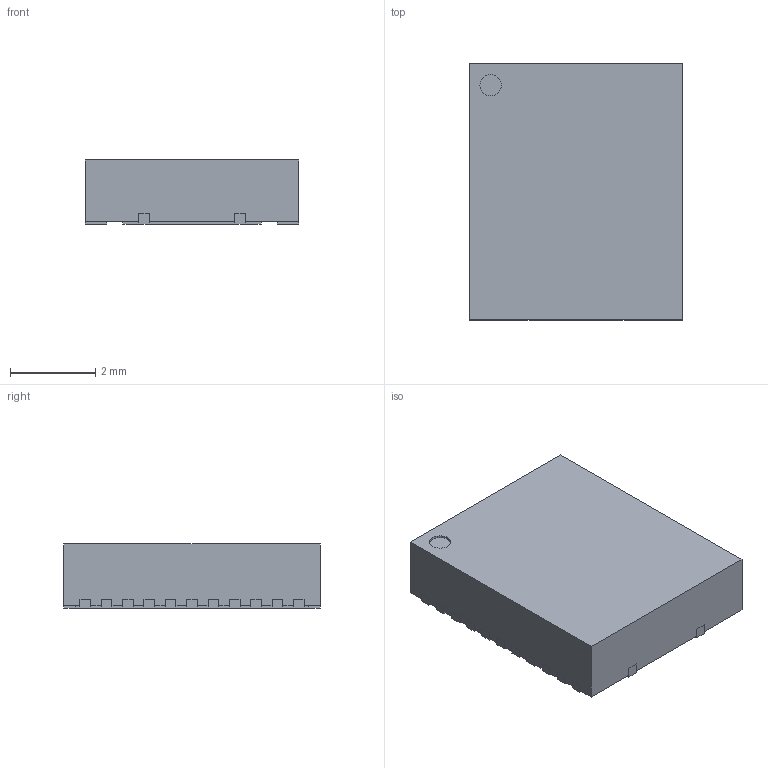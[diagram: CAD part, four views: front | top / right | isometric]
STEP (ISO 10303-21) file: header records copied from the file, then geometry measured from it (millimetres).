
FILE_DESCRIPTION(/* description */ (''),/* implementation_level */ '2;1');
FILE_NAME(/* name */ 'SON50P500X600X150-23N-R334X557.stp',/* time_stamp */ '2016-12-07T13:36:56+01:00',/* author */ ('jchouvet'),/* organization */ (''),/* preprocessor_version */ 'ST-DEVELOPER v16.1',/* originating_system */ 'AutoCAD Mechanical',/* authorisation */ '');
FILE_SCHEMA (('AUTOMOTIVE_DESIGN { 1 0 10303 214 3 1 1 }'));
Length unit declared in the file: millimetre
Products named in the file (1): Product
Bounding box: 5 x 6 x 1.5 mm (x, y, z)
Volume: 44.5 mm3; surface area: 151.8 mm2
Topology: 24 solids, 24 shells, 270 faces, 667 edges, 450 vertices
Faces by surface type: plane 269, cylinder 1
Full cylindrical faces by diameter (mm): 0.5 x1
Entity records: 7843 total; most frequent: CARTESIAN_POINT 1387, ORIENTED_EDGE 1324, DIRECTION 1210, LINE 664, VECTOR 664, EDGE_CURVE 662, VERTEX_POINT 442, AXIS2_PLACEMENT_3D 273
